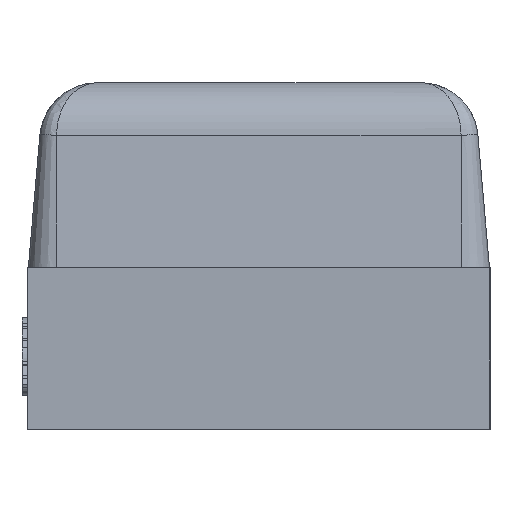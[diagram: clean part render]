
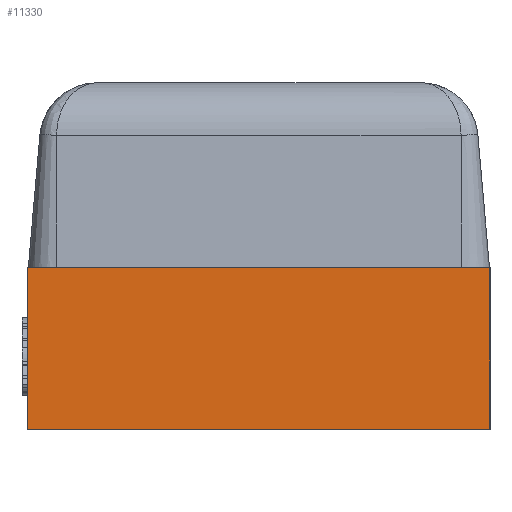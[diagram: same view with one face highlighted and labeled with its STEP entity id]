
A CAD part, left-side view. The second image highlights one B-rep face of the part: STEP entity #11330.
In plain terms, the highlighted planar face has unit normal (-1, 0, 0).
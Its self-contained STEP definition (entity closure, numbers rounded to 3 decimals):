
#38 = ORIENTED_EDGE ( 'NONE', *, *, #967, .F. ) ;
#265 = CARTESIAN_POINT ( 'NONE',  ( -0.81, 0.4, -0.01 ) ) ;
#650 = VECTOR ( 'NONE', #16576, 1000. ) ;
#658 = ORIENTED_EDGE ( 'NONE', *, *, #15751, .T. ) ;
#967 = EDGE_CURVE ( 'NONE', #9084, #2425, #3121, .T. ) ;
#1602 = LINE ( 'NONE', #265, #2121 ) ;
#2121 = VECTOR ( 'NONE', #15225, 1000. ) ;
#2292 = CARTESIAN_POINT ( 'NONE',  ( -0.81, -0.4, -0.01 ) ) ;
#2346 = ORIENTED_EDGE ( 'NONE', *, *, #7083, .T. ) ;
#2425 = VERTEX_POINT ( 'NONE', #12573 ) ;
#2630 = FACE_OUTER_BOUND ( 'NONE', #11869, .T. ) ;
#2871 = VERTEX_POINT ( 'NONE', #9414 ) ;
#3121 = LINE ( 'NONE', #8562, #4172 ) ;
#4172 = VECTOR ( 'NONE', #12355, 1000. ) ;
#5436 = DIRECTION ( 'NONE',  ( 0., -1., 0. ) ) ;
#5758 = CARTESIAN_POINT ( 'NONE',  ( -0.81, -0.4, 0. ) ) ;
#5939 = CARTESIAN_POINT ( 'NONE',  ( -0.81, 0.4, -0.01 ) ) ;
#6403 = EDGE_CURVE ( 'NONE', #2425, #2871, #16162, .T. ) ;
#6612 = CARTESIAN_POINT ( 'NONE',  ( -0.81, 0.4, 0.27 ) ) ;
#6725 = CARTESIAN_POINT ( 'NONE',  ( -0.81, 0.4, 0. ) ) ;
#7083 = EDGE_CURVE ( 'NONE', #9084, #9917, #1602, .T. ) ;
#8121 = ORIENTED_EDGE ( 'NONE', *, *, #6403, .F. ) ;
#8159 = DIRECTION ( 'NONE',  ( 1., 0., 0. ) ) ;
#8562 = CARTESIAN_POINT ( 'NONE',  ( -0.81, 0.4, 0. ) ) ;
#9084 = VERTEX_POINT ( 'NONE', #5939 ) ;
#9414 = CARTESIAN_POINT ( 'NONE',  ( -0.81, -0.4, 0.27 ) ) ;
#9917 = VERTEX_POINT ( 'NONE', #2292 ) ;
#10739 = DIRECTION ( 'NONE',  ( 0., 0., -1. ) ) ;
#11290 = AXIS2_PLACEMENT_3D ( 'NONE', #6725, #8159, #10739 ) ;
#11330 = ADVANCED_FACE ( 'NONE', ( #2630 ), #17515, .F. ) ;
#11869 = EDGE_LOOP ( 'NONE', ( #658, #8121, #38, #2346 ) ) ;
#12355 = DIRECTION ( 'NONE',  ( 0., 0., 1. ) ) ;
#12573 = CARTESIAN_POINT ( 'NONE',  ( -0.81, 0.4, 0.27 ) ) ;
#12585 = LINE ( 'NONE', #5758, #650 ) ;
#14892 = VECTOR ( 'NONE', #5436, 1000. ) ;
#15225 = DIRECTION ( 'NONE',  ( 0., -1., 0. ) ) ;
#15751 = EDGE_CURVE ( 'NONE', #9917, #2871, #12585, .T. ) ;
#16162 = LINE ( 'NONE', #6612, #14892 ) ;
#16576 = DIRECTION ( 'NONE',  ( 0., 0., 1. ) ) ;
#17515 = PLANE ( 'NONE',  #11290 ) ;
